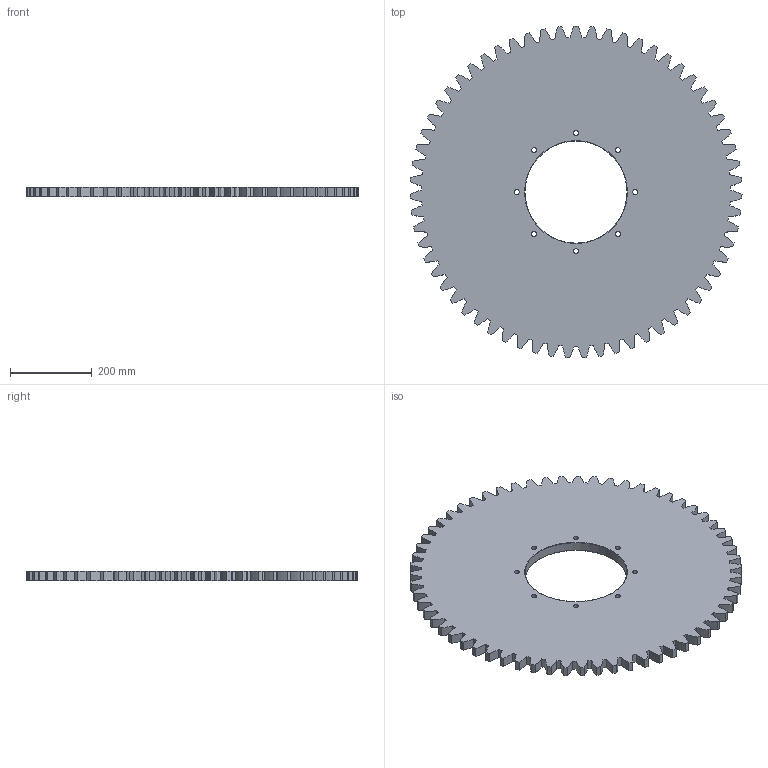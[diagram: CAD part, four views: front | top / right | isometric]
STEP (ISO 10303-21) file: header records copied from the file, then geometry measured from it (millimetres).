
FILE_DESCRIPTION(/* description */ (''),/* implementation_level */ '2;1');
FILE_NAME(/* name */ '',/* time_stamp */ '2024-05-22T20:35:17+03:00',/* author */ ('pokla'),/* organization */ (''),/* preprocessor_version */ 'ST-DEVELOPER v20',/* originating_system */ 'Autodesk Inventor 2024',/* authorisation */ '');
FILE_SCHEMA (('AUTOMOTIVE_DESIGN { 1 0 10303 214 3 1 1 }'));
Length unit declared in the file: millimetre
Products named in the file (1): ДМФ 01 41 Шестерня 
ведомая
Bounding box: 812.85 x 812.62 x 24 mm (x, y, z)
Volume: 10448028 mm3; surface area: 1016212.3 mm2
Topology: 1 solids, 1 shells, 265 faces, 788 edges, 525 vertices
Faces by surface type: cylinder 261, torus 2, plane 2
Full cylindrical faces by diameter (mm): 12.5 x8, 250 x1
Entity records: 9300 total; most frequent: DIRECTION 1847, CARTESIAN_POINT 1579, ORIENTED_EDGE 1576, AXIS2_PLACEMENT_3D 793, EDGE_CURVE 788, CIRCLE 527, VERTEX_POINT 525, EDGE_LOOP 283
